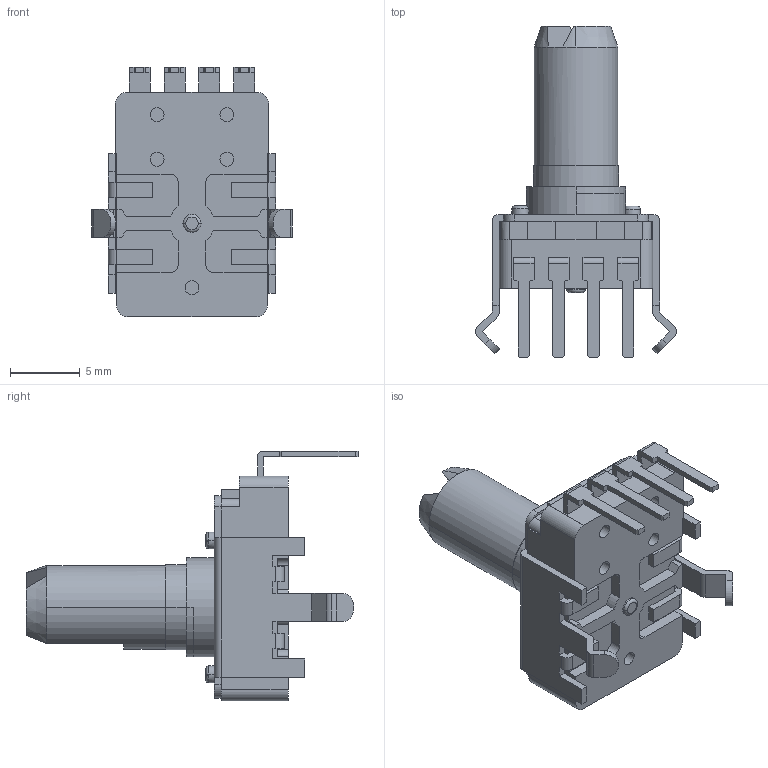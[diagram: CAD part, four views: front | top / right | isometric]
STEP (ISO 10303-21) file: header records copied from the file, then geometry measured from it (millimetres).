
FILE_DESCRIPTION(('STEP AP242'),'1');
FILE_NAME('70154733.stp','2022-11-16T14:55:55',('TraceParts'),('TraceParts S.A.'),'Spatial InterOp 3D',' ',' ');
FILE_SCHEMA(('AP242_MANAGED_MODEL_BASED_3D_ENGINEERING_MIM_LF {1 0 10303 442 1 1 4}'));
Length unit declared in the file: millimetre
Products named in the file (1): PTV111-4420A
Bounding box: 14.4 x 23.8 x 17.9 mm (x, y, z)
Volume: 1279 mm3; surface area: 1335 mm2
Topology: 1 solids, 1 shells, 270 faces, 746 edges, 487 vertices
Faces by surface type: plane 191, cylinder 66, torus 10, cone 3
Entity records: 8590 total; most frequent: CARTESIAN_POINT 1522, ORIENTED_EDGE 1492, DIRECTION 1451, EDGE_CURVE 746, LINE 575, VECTOR 575, VERTEX_POINT 487, AXIS2_PLACEMENT_3D 438
